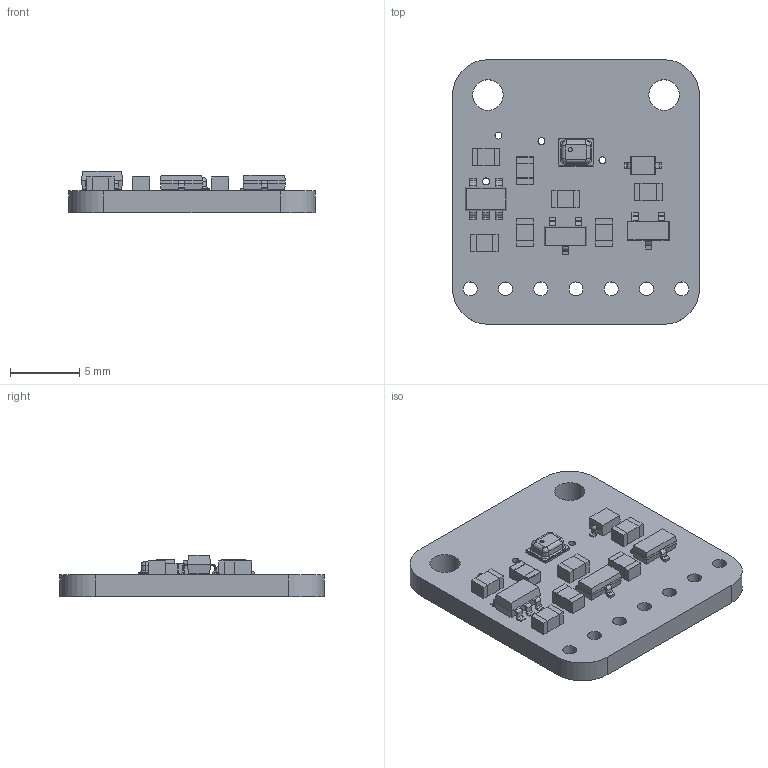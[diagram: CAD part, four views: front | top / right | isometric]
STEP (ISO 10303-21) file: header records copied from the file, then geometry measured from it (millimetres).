
FILE_DESCRIPTION(/* description */ (''),/* implementation_level */ '2;1');
FILE_NAME(/* name */ 'Adafruit BME280.step',/* time_stamp */ '2020-07-23T10:46:36-04:00',/* author */ (''),/* organization */ (''),/* preprocessor_version */ 'ST-DEVELOPER v18.1',/* originating_system */ 'Autodesk Translation Framework v9.3.0.1241',/* authorisation */ '');
FILE_SCHEMA (('AUTOMOTIVE_DESIGN { 1 0 10303 214 3 1 1 }'));
Length unit declared in the file: millimetre
Products named in the file (9): Adafruit BME280; PCB Component; Board; MIC5225-3.3; BME280; 10uF; BSS138; 10K; 1N4148
Assembly tree (14 placements, depth 3):
  Adafruit BME280
    PCB Component
      Board
      MIC5225-3.3
      BME280
      10uF  x6
      BSS138  x2
      10K
      1N4148
Bounding box: 17.78 x 19.05 x 2.97 mm (x, y, z)
Volume: 537.6 mm3; surface area: 1010.5 mm2
Topology: 15 solids, 15 shells, 504 faces, 1253 edges, 778 vertices
Faces by surface type: plane 357, cylinder 119, sphere 16, bspline 8, torus 4
Full cylindrical faces by diameter (mm): 0.2 x1, 0.3 x1, 0.5 x4, 1 x7, 2.2 x2
Entity records: 11666 total; most frequent: CARTESIAN_POINT 1951, DIRECTION 1928, ORIENTED_EDGE 1832, EDGE_CURVE 916, LINE 690, VECTOR 690, AXIS2_PLACEMENT_3D 619, VERTEX_POINT 570
